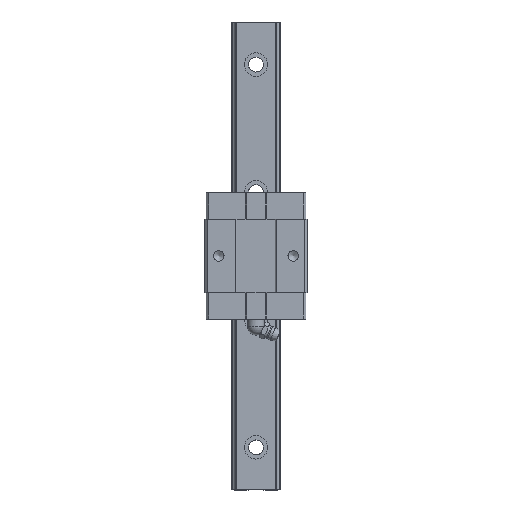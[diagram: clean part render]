
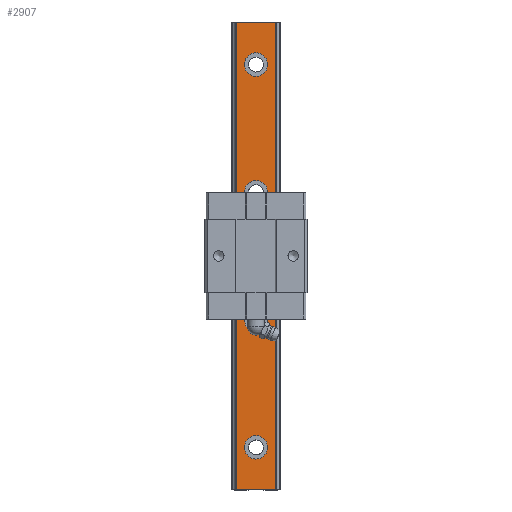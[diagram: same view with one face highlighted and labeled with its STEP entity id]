
A CAD part, top view. The second image highlights one B-rep face of the part: STEP entity #2907.
In plain terms, the highlighted planar face has unit normal (0, 0, 1).
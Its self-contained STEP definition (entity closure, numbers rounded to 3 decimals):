
#141=CIRCLE('',#3703,5.5);
#146=CIRCLE('',#3714,5.5);
#151=CIRCLE('',#3725,5.5);
#169=CIRCLE('',#3768,5.5);
#395=ORIENTED_EDGE('',*,*,#1099,.T.);
#396=ORIENTED_EDGE('',*,*,#1108,.T.);
#397=ORIENTED_EDGE('',*,*,#1117,.T.);
#398=ORIENTED_EDGE('',*,*,#1187,.T.);
#399=ORIENTED_EDGE('',*,*,#1188,.T.);
#400=ORIENTED_EDGE('',*,*,#1189,.F.);
#401=ORIENTED_EDGE('',*,*,#1190,.F.);
#402=ORIENTED_EDGE('',*,*,#1185,.T.);
#1099=EDGE_CURVE('',#1517,#1517,#141,.T.);
#1108=EDGE_CURVE('',#1524,#1524,#146,.T.);
#1117=EDGE_CURVE('',#1531,#1531,#151,.T.);
#1185=EDGE_CURVE('',#1577,#1576,#1854,.T.);
#1187=EDGE_CURVE('',#1578,#1578,#169,.T.);
#1188=EDGE_CURVE('',#1576,#1579,#1855,.T.);
#1189=EDGE_CURVE('',#1580,#1579,#1856,.T.);
#1190=EDGE_CURVE('',#1577,#1580,#1857,.T.);
#1517=VERTEX_POINT('',#4884);
#1524=VERTEX_POINT('',#4904);
#1531=VERTEX_POINT('',#4924);
#1576=VERTEX_POINT('',#5058);
#1577=VERTEX_POINT('',#5060);
#1578=VERTEX_POINT('',#5064);
#1579=VERTEX_POINT('',#5066);
#1580=VERTEX_POINT('',#5068);
#1854=LINE('',#5059,#2124);
#1855=LINE('',#5065,#2125);
#1856=LINE('',#5067,#2126);
#1857=LINE('',#5069,#2127);
#2124=VECTOR('',#4196,1000.);
#2125=VECTOR('',#4203,1000.);
#2126=VECTOR('',#4204,1000.);
#2127=VECTOR('',#4205,1000.);
#2382=EDGE_LOOP('',(#395));
#2383=EDGE_LOOP('',(#396));
#2384=EDGE_LOOP('',(#397));
#2385=EDGE_LOOP('',(#398));
#2386=EDGE_LOOP('',(#399,#400,#401,#402));
#2595=FACE_BOUND('',#2382,.T.);
#2596=FACE_BOUND('',#2383,.T.);
#2597=FACE_BOUND('',#2384,.T.);
#2598=FACE_BOUND('',#2385,.T.);
#2599=FACE_BOUND('',#2386,.T.);
#2787=PLANE('',#3767);
#2907=ADVANCED_FACE('',(#2595,#2596,#2597,#2598,#2599),#2787,.F.);
#3703=AXIS2_PLACEMENT_3D('',#4883,#4017,#4018);
#3714=AXIS2_PLACEMENT_3D('',#4903,#4041,#4042);
#3725=AXIS2_PLACEMENT_3D('',#4923,#4065,#4066);
#3767=AXIS2_PLACEMENT_3D('',#5062,#4199,#4200);
#3768=AXIS2_PLACEMENT_3D('',#5063,#4201,#4202);
#4017=DIRECTION('',(0.,0.,-1.));
#4018=DIRECTION('',(0.,-1.,0.));
#4041=DIRECTION('',(0.,0.,-1.));
#4042=DIRECTION('',(0.,-1.,0.));
#4065=DIRECTION('',(0.,0.,-1.));
#4066=DIRECTION('',(0.,-1.,0.));
#4196=DIRECTION('',(0.,1.,0.));
#4199=DIRECTION('',(0.,0.,-1.));
#4200=DIRECTION('',(-1.,0.,0.));
#4201=DIRECTION('',(0.,0.,-1.));
#4202=DIRECTION('',(0.,-1.,0.));
#4203=DIRECTION('',(-1.,0.,0.));
#4204=DIRECTION('',(0.,1.,0.));
#4205=DIRECTION('',(-1.,0.,0.));
#4883=CARTESIAN_POINT('',(0.,-90.,20.));
#4884=CARTESIAN_POINT('',(0.,-95.5,20.));
#4903=CARTESIAN_POINT('',(0.,-30.,20.));
#4904=CARTESIAN_POINT('',(0.,-35.5,20.));
#4923=CARTESIAN_POINT('',(0.,30.,20.));
#4924=CARTESIAN_POINT('',(0.,24.5,20.));
#5058=CARTESIAN_POINT('',(9.286,110.,20.));
#5059=CARTESIAN_POINT('',(9.286,-110.,20.));
#5060=CARTESIAN_POINT('',(9.286,-110.,20.));
#5062=CARTESIAN_POINT('',(9.286,-110.,20.));
#5063=CARTESIAN_POINT('',(0.,90.,20.));
#5064=CARTESIAN_POINT('',(0.,84.5,20.));
#5065=CARTESIAN_POINT('',(9.286,110.,20.));
#5066=CARTESIAN_POINT('',(-9.286,110.,20.));
#5067=CARTESIAN_POINT('',(-9.286,-110.,20.));
#5068=CARTESIAN_POINT('',(-9.286,-110.,20.));
#5069=CARTESIAN_POINT('',(9.286,-110.,20.));
